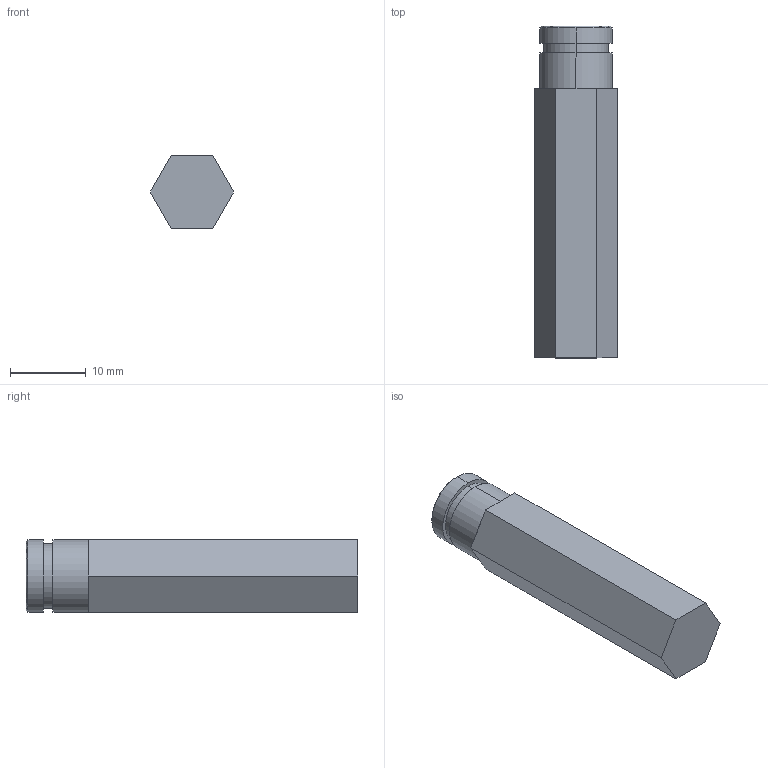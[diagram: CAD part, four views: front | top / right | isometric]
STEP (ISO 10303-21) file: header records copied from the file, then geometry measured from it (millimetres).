
FILE_DESCRIPTION (( 'STEP AP214' ), '1' );
FILE_NAME ('am-0465 Small Hex Shaft for Toughbox Nano.STEP', '2014-08-20T20:56:13', ( '' ), ( '' ), 'SwSTEP 2.0', 'SolidWorks 2014', '' );
FILE_SCHEMA (( 'AUTOMOTIVE_DESIGN' ));
Length unit declared in the file: inch
Products named in the file (1): am-0465 Small Hex Shaft for Toughbox Nano
Bounding box: 11 x 43.81 x 9.53 mm (x, y, z)
Volume: 3363 mm3; surface area: 1597.7 mm2
Topology: 1 solids, 1 shells, 24 faces, 50 edges, 30 vertices
Faces by surface type: plane 16, cylinder 6, cone 2
Entity records: 672 total; most frequent: DIRECTION 118, CARTESIAN_POINT 105, ORIENTED_EDGE 100, EDGE_CURVE 50, AXIS2_PLACEMENT_3D 43, VECTOR 32, LINE 32, VERTEX_POINT 30
